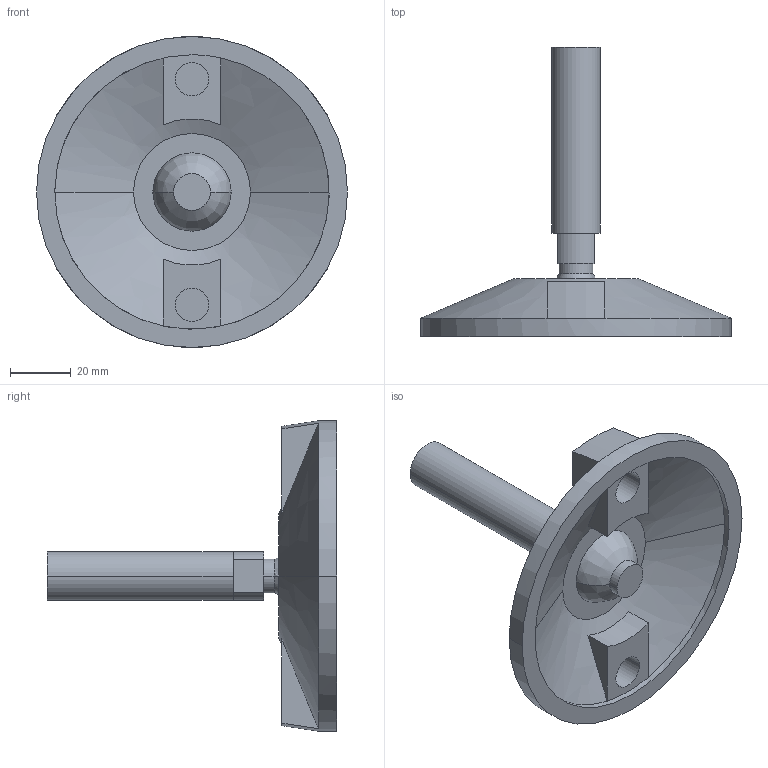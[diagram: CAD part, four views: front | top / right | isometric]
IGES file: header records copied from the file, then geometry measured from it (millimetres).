
Start section:  PTC IGES file: r20_r0133_633292.igs
Global section: file name: r20_r0133_633292.igs; native system: Pro/ENGINEER by Parametric Technology Corporation; preprocessor: 2009280; author: Andrea; organization: Unknown; date: 20110117.161034; units: millimetre
Bounding box: 102 x 95 x 102 mm (x, y, z)
Volume: 75835.6 mm3; surface area: 30395.4 mm2
Topology: 2 solids, 3 shells, 59 faces, 137 edges, 85 vertices
Faces by surface type: revolution 32, bspline 27
